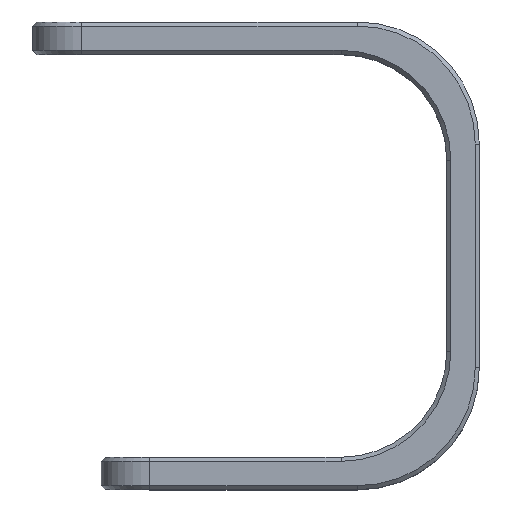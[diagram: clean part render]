
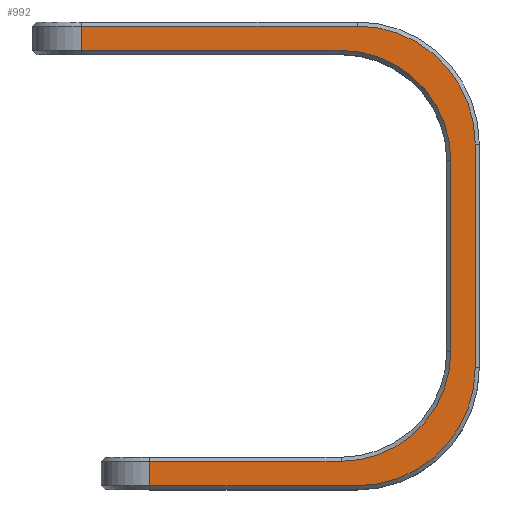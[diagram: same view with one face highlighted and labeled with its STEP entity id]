
A CAD part, top view. The second image highlights one B-rep face of the part: STEP entity #992.
In plain terms, the highlighted planar face has unit normal (0, 0, 1).
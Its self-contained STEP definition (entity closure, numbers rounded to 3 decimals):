
#51=CIRCLE('',#1071,14.5);
#53=CIRCLE('',#1075,14.5);
#60=CIRCLE('',#1090,13.5);
#61=CIRCLE('',#1091,13.5);
#124=FACE_OUTER_BOUND('',#189,.T.);
#189=EDGE_LOOP('',(#750,#751,#752,#753,#754,#755,#756,#757,#758,#759,#760,
#761));
#236=LINE('',#1473,#332);
#261=LINE('',#1547,#357);
#265=LINE('',#1559,#361);
#275=LINE('',#1590,#371);
#276=LINE('',#1594,#372);
#277=LINE('',#1596,#373);
#278=LINE('',#1600,#374);
#279=LINE('',#1603,#375);
#332=VECTOR('',#1158,10.);
#357=VECTOR('',#1231,10.);
#361=VECTOR('',#1243,10.);
#371=VECTOR('',#1281,10.);
#372=VECTOR('',#1286,10.);
#373=VECTOR('',#1287,10.);
#374=VECTOR('',#1290,10.);
#375=VECTOR('',#1293,10.);
#428=VERTEX_POINT('',#1470);
#429=VERTEX_POINT('',#1472);
#452=VERTEX_POINT('',#1539);
#454=VERTEX_POINT('',#1545);
#456=VERTEX_POINT('',#1551);
#458=VERTEX_POINT('',#1557);
#465=VERTEX_POINT('',#1589);
#466=VERTEX_POINT('',#1593);
#467=VERTEX_POINT('',#1595);
#468=VERTEX_POINT('',#1597);
#469=VERTEX_POINT('',#1599);
#470=VERTEX_POINT('',#1601);
#512=EDGE_CURVE('',#428,#429,#236,.T.);
#549=EDGE_CURVE('',#454,#452,#261,.T.);
#552=EDGE_CURVE('',#456,#454,#51,.T.);
#555=EDGE_CURVE('',#458,#456,#265,.T.);
#557=EDGE_CURVE('',#429,#458,#53,.T.);
#571=EDGE_CURVE('',#452,#465,#275,.T.);
#573=EDGE_CURVE('',#466,#428,#276,.T.);
#574=EDGE_CURVE('',#467,#466,#277,.T.);
#575=EDGE_CURVE('',#468,#467,#60,.T.);
#576=EDGE_CURVE('',#469,#468,#278,.T.);
#577=EDGE_CURVE('',#470,#469,#61,.T.);
#578=EDGE_CURVE('',#465,#470,#279,.T.);
#750=ORIENTED_EDGE('',*,*,#549,.F.);
#751=ORIENTED_EDGE('',*,*,#552,.F.);
#752=ORIENTED_EDGE('',*,*,#555,.F.);
#753=ORIENTED_EDGE('',*,*,#557,.F.);
#754=ORIENTED_EDGE('',*,*,#512,.F.);
#755=ORIENTED_EDGE('',*,*,#573,.F.);
#756=ORIENTED_EDGE('',*,*,#574,.F.);
#757=ORIENTED_EDGE('',*,*,#575,.F.);
#758=ORIENTED_EDGE('',*,*,#576,.F.);
#759=ORIENTED_EDGE('',*,*,#577,.F.);
#760=ORIENTED_EDGE('',*,*,#578,.F.);
#761=ORIENTED_EDGE('',*,*,#571,.F.);
#948=PLANE('',#1089);
#992=ADVANCED_FACE('',(#124),#948,.T.);
#1071=AXIS2_PLACEMENT_3D('',#1553,#1236,#1237);
#1075=AXIS2_PLACEMENT_3D('',#1562,#1247,#1248);
#1089=AXIS2_PLACEMENT_3D('',#1592,#1284,#1285);
#1090=AXIS2_PLACEMENT_3D('',#1598,#1288,#1289);
#1091=AXIS2_PLACEMENT_3D('',#1602,#1291,#1292);
#1158=DIRECTION('',(1.,0.,0.));
#1231=DIRECTION('',(-1.,0.,0.));
#1236=DIRECTION('center_axis',(0.,0.,-1.));
#1237=DIRECTION('ref_axis',(0.707,-0.707,0.));
#1243=DIRECTION('',(0.,-1.,0.));
#1247=DIRECTION('center_axis',(0.,0.,-1.));
#1248=DIRECTION('ref_axis',(0.707,0.707,0.));
#1281=DIRECTION('',(0.,1.,0.));
#1284=DIRECTION('center_axis',(0.,0.,1.));
#1285=DIRECTION('ref_axis',(1.,0.,0.));
#1286=DIRECTION('',(0.,1.,0.));
#1287=DIRECTION('',(-1.,0.,0.));
#1288=DIRECTION('center_axis',(0.,0.,1.));
#1289=DIRECTION('ref_axis',(0.707,0.707,0.));
#1290=DIRECTION('',(0.,1.,0.));
#1291=DIRECTION('center_axis',(0.,0.,1.));
#1292=DIRECTION('ref_axis',(0.707,-0.707,0.));
#1293=DIRECTION('',(1.,0.,0.));
#1470=CARTESIAN_POINT('',(290.158,241.67,101.615));
#1472=CARTESIAN_POINT('',(324.058,241.67,101.615));
#1473=CARTESIAN_POINT('',(322.558,241.67,101.615));
#1539=CARTESIAN_POINT('',(298.558,185.17,101.615));
#1545=CARTESIAN_POINT('',(324.058,185.17,101.615));
#1547=CARTESIAN_POINT('',(337.058,185.17,101.615));
#1551=CARTESIAN_POINT('',(338.558,199.67,101.615));
#1553=CARTESIAN_POINT('Origin',(324.058,199.67,101.615));
#1557=CARTESIAN_POINT('',(338.558,227.17,101.615));
#1559=CARTESIAN_POINT('',(338.558,242.17,101.615));
#1562=CARTESIAN_POINT('Origin',(324.058,227.17,101.615));
#1589=CARTESIAN_POINT('',(298.558,188.17,101.615));
#1590=CARTESIAN_POINT('',(298.558,213.42,101.615));
#1592=CARTESIAN_POINT('Origin',(335.058,242.17,101.615));
#1593=CARTESIAN_POINT('',(290.158,238.67,101.615));
#1594=CARTESIAN_POINT('',(290.158,242.17,101.615));
#1595=CARTESIAN_POINT('',(322.058,238.67,101.615));
#1596=CARTESIAN_POINT('',(322.558,238.67,101.615));
#1597=CARTESIAN_POINT('',(335.558,225.17,101.615));
#1598=CARTESIAN_POINT('Origin',(322.058,225.17,101.615));
#1599=CARTESIAN_POINT('',(335.558,201.67,101.615));
#1600=CARTESIAN_POINT('',(335.558,215.42,101.615));
#1601=CARTESIAN_POINT('',(322.058,188.17,101.615));
#1602=CARTESIAN_POINT('Origin',(322.058,201.67,101.615));
#1603=CARTESIAN_POINT('',(313.808,188.17,101.615));
